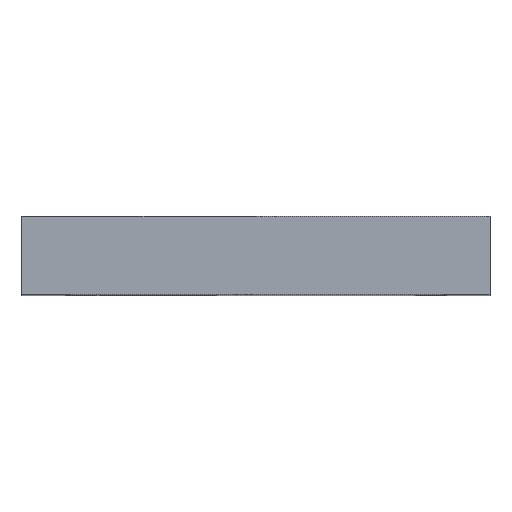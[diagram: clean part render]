
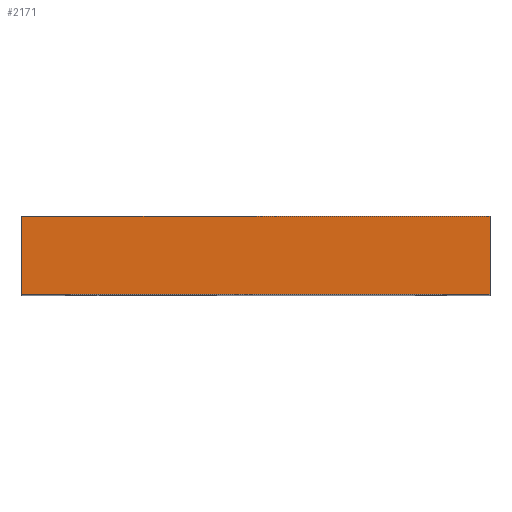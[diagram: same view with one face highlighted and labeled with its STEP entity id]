
A CAD part, top view. The second image highlights one B-rep face of the part: STEP entity #2171.
In plain terms, the highlighted planar face has unit normal (0, 0, 1).
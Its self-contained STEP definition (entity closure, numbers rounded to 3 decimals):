
#100 = FACE_OUTER_BOUND ( 'NONE', #2938, .T. ) ;
#102 = CARTESIAN_POINT ( 'NONE',  ( 12., 2., 0. ) ) ;
#116 = VECTOR ( 'NONE', #1041, 1000. ) ;
#212 = CARTESIAN_POINT ( 'NONE',  ( 0., 2., 0. ) ) ;
#295 = EDGE_CURVE ( 'NONE', #979, #2846, #2197, .T. ) ;
#456 = CARTESIAN_POINT ( 'NONE',  ( 0., 2., 0. ) ) ;
#516 = CARTESIAN_POINT ( 'NONE',  ( 12., 2., 0. ) ) ;
#589 = DIRECTION ( 'NONE',  ( -1., 0., 0. ) ) ;
#643 = DIRECTION ( 'NONE',  ( 1., 0., 0. ) ) ;
#693 = DIRECTION ( 'NONE',  ( 0., -1., 0. ) ) ;
#838 = CARTESIAN_POINT ( 'NONE',  ( 0., 2., 0. ) ) ;
#979 = VERTEX_POINT ( 'NONE', #212 ) ;
#1013 = CARTESIAN_POINT ( 'NONE',  ( 12., 0., 0. ) ) ;
#1041 = DIRECTION ( 'NONE',  ( 1., 0., 0. ) ) ;
#1108 = VECTOR ( 'NONE', #693, 1000. ) ;
#1183 = EDGE_CURVE ( 'NONE', #1581, #1636, #2835, .T. ) ;
#1240 = CARTESIAN_POINT ( 'NONE',  ( 0., 0., 0. ) ) ;
#1270 = ORIENTED_EDGE ( 'NONE', *, *, #3156, .F. ) ;
#1304 = PLANE ( 'NONE',  #2512 ) ;
#1581 = VERTEX_POINT ( 'NONE', #516 ) ;
#1636 = VERTEX_POINT ( 'NONE', #1013 ) ;
#1692 = EDGE_CURVE ( 'NONE', #2846, #1636, #1809, .T. ) ;
#1732 = ORIENTED_EDGE ( 'NONE', *, *, #1692, .T. ) ;
#1809 = LINE ( 'NONE', #2260, #116 ) ;
#1896 = CARTESIAN_POINT ( 'NONE',  ( 0., 2., 0. ) ) ;
#1923 = VECTOR ( 'NONE', #643, 1000. ) ;
#2110 = ORIENTED_EDGE ( 'NONE', *, *, #295, .T. ) ;
#2171 = ADVANCED_FACE ( 'NONE', ( #100 ), #1304, .F. ) ;
#2184 = ORIENTED_EDGE ( 'NONE', *, *, #1183, .F. ) ;
#2197 = LINE ( 'NONE', #456, #1108 ) ;
#2260 = CARTESIAN_POINT ( 'NONE',  ( 0., 0., 0. ) ) ;
#2512 = AXIS2_PLACEMENT_3D ( 'NONE', #838, #2833, #589 ) ;
#2536 = VECTOR ( 'NONE', #2854, 1000. ) ;
#2818 = LINE ( 'NONE', #1896, #1923 ) ;
#2833 = DIRECTION ( 'NONE',  ( 0., 0., -1. ) ) ;
#2835 = LINE ( 'NONE', #102, #2536 ) ;
#2846 = VERTEX_POINT ( 'NONE', #1240 ) ;
#2854 = DIRECTION ( 'NONE',  ( 0., -1., 0. ) ) ;
#2938 = EDGE_LOOP ( 'NONE', ( #1732, #2184, #1270, #2110 ) ) ;
#3156 = EDGE_CURVE ( 'NONE', #979, #1581, #2818, .T. ) ;
